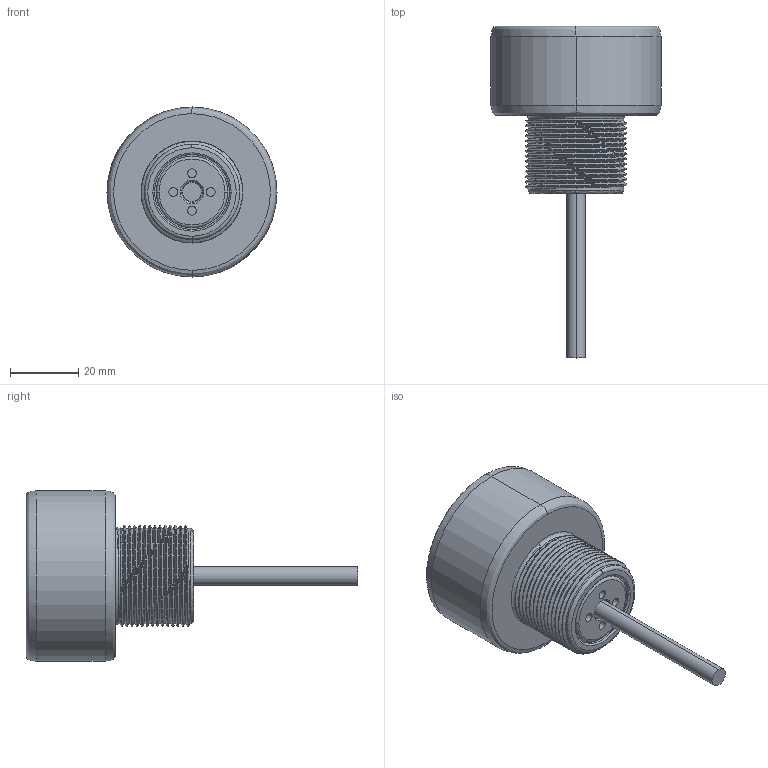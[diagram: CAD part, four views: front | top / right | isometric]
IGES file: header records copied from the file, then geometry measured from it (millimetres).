
Start section:  PTC IGES file: 158611.igs
Global section: file name: 158611.igs; native system: Pro/ENGINEER by Parametric Technology Corporation; preprocessor: 2009141; author: banengservice; organization: Unknown; date: 20120112.145739; units: inch
Bounding box: 50 x 97.55 x 50 mm (x, y, z)
Volume: 37845.1 mm3; surface area: 21009.5 mm2
Topology: 3 solids, 3 shells, 171 faces, 398 edges, 248 vertices
Faces by surface type: revolution 118, bspline 53
